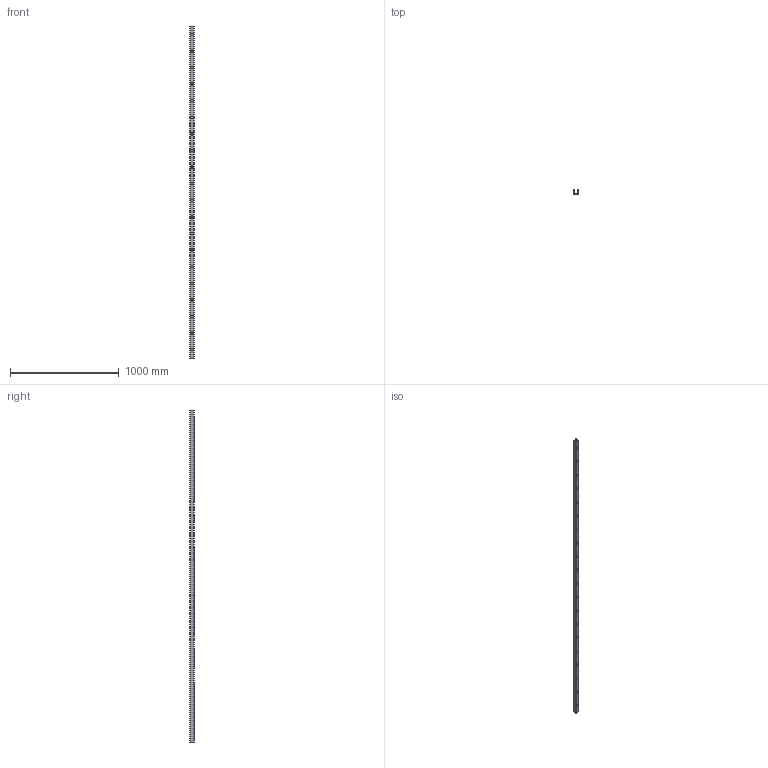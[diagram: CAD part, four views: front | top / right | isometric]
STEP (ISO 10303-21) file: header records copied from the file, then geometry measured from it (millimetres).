
FILE_DESCRIPTION(('TurboCAD Mac Pro'),'Build 980');
FILE_NAME('P1000KO.stp',' ',(''),(''),'ACIS Interop','IMSI','TurboCAD Mac Pro BY IMSI, INCORPORATED');
FILE_SCHEMA(('automotive_design'));
Length unit declared in the file: inch
Products named in the file (1): 1
Bounding box: 41.27 x 41.27 x 3048 mm (x, y, z)
Volume: 1087092.5 mm3; surface area: 832480 mm2
Topology: 1 solids, 1 shells, 292 faces, 750 edges, 500 vertices
Faces by surface type: bspline 216, plane 76
Entity records: 13668 total; most frequent: CARTESIAN_POINT 5769, ORIENTED_EDGE 1500, EDGE_CURVE 750, VERTEX_POINT 500, B_SPLINE_CURVE_WITH_KNOTS 472, DIRECTION 432, EDGE_LOOP 332, STYLED_ITEM 293
